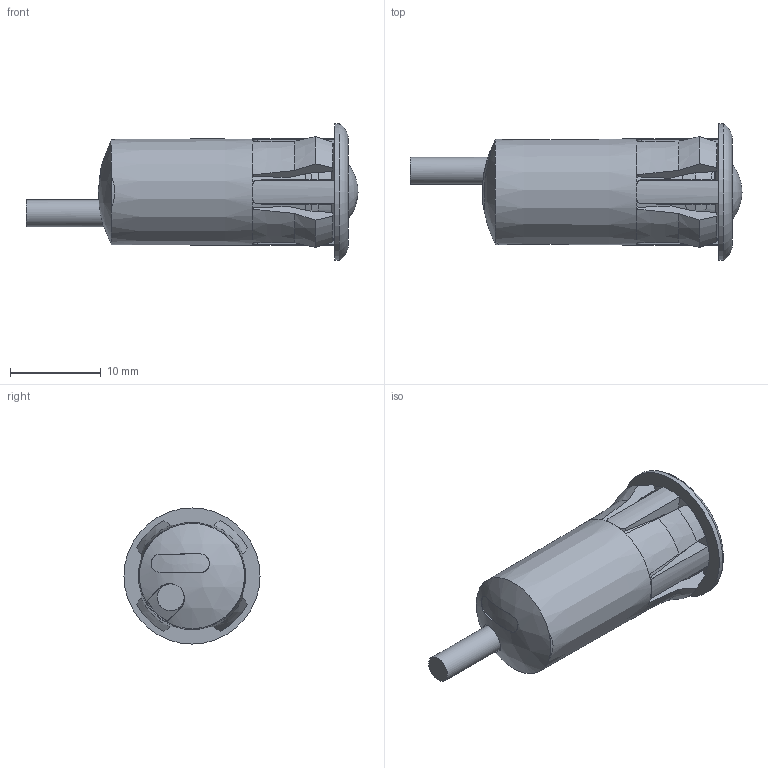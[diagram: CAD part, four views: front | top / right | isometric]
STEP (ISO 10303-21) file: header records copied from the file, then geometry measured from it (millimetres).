
FILE_DESCRIPTION(/* description */ (''),/* implementation_level */ '2;1');
FILE_NAME(/* name */ 'PE12CNT15xx.stp',/* time_stamp */ '2017-03-01T14:01:15+01:00',/* author */ ('tvb'),/* organization */ (''),/* preprocessor_version */ 'ST-DEVELOPER v16.1',/* originating_system */ 'Autodesk Inventor 2016',/* authorisation */ '');
FILE_SCHEMA (('AUTOMOTIVE_DESIGN { 1 0 10303 214 3 1 1 }'));
Length unit declared in the file: centimetre
Products named in the file (1): PE12CNT15xx
Bounding box: 36.59 x 15 x 15 mm (x, y, z)
Volume: 2976 mm3; surface area: 1700.7 mm2
Topology: 1 solids, 1 shells, 131 faces, 395 edges, 268 vertices
Faces by surface type: cone 51, plane 38, cylinder 31, torus 6, bspline 4, sphere 1
Full cylindrical faces by diameter (mm): 2.95 x1, 15 x1
Entity records: 5149 total; most frequent: CARTESIAN_POINT 1912, ORIENTED_EDGE 772, DIRECTION 562, EDGE_CURVE 386, VERTEX_POINT 265, AXIS2_PLACEMENT_3D 239, EDGE_LOOP 139, FACE_OUTER_BOUND 131
